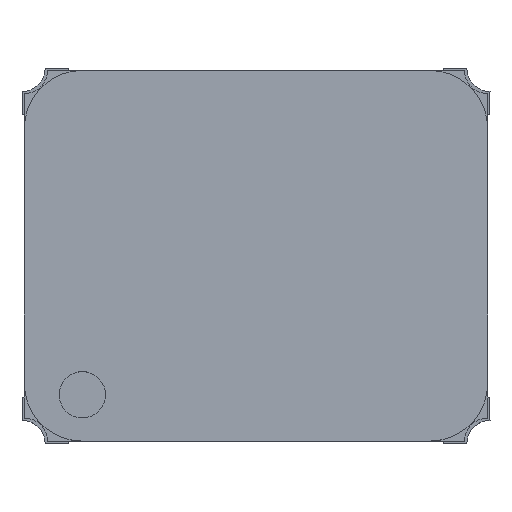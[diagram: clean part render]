
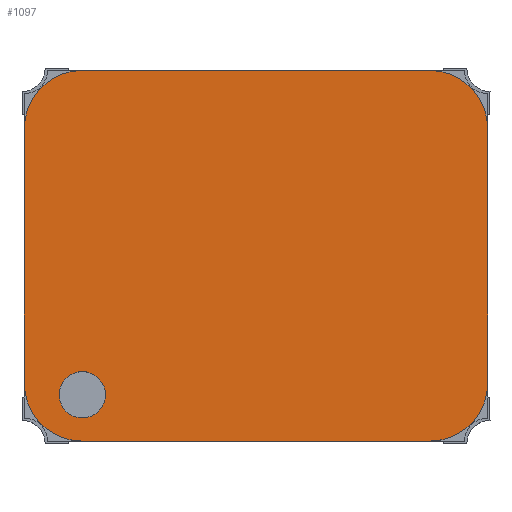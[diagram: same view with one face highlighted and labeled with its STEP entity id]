
A CAD part, top view. The second image highlights one B-rep face of the part: STEP entity #1097.
In plain terms, the highlighted planar face has unit normal (0, 0, 1).
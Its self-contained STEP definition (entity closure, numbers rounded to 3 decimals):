
#38=FACE_BOUND('',#134,.T.);
#41=CIRCLE('',#1170,0.25);
#42=CIRCLE('',#1171,0.25);
#43=CIRCLE('',#1172,0.25);
#44=CIRCLE('',#1173,0.25);
#45=CIRCLE('',#1174,0.1);
#68=FACE_OUTER_BOUND('',#133,.T.);
#133=EDGE_LOOP('',(#732,#733,#734,#735,#736,#737,#738,#739));
#134=EDGE_LOOP('',(#740));
#202=LINE('',#1583,#334);
#204=LINE('',#1589,#336);
#205=LINE('',#1593,#337);
#206=LINE('',#1597,#338);
#334=VECTOR('',#1265,10.);
#336=VECTOR('',#1271,10.);
#337=VECTOR('',#1274,10.);
#338=VECTOR('',#1277,10.);
#466=VERTEX_POINT('',#1580);
#467=VERTEX_POINT('',#1582);
#468=VERTEX_POINT('',#1586);
#469=VERTEX_POINT('',#1588);
#470=VERTEX_POINT('',#1590);
#471=VERTEX_POINT('',#1592);
#472=VERTEX_POINT('',#1594);
#473=VERTEX_POINT('',#1596);
#474=VERTEX_POINT('',#1599);
#572=EDGE_CURVE('',#467,#466,#202,.T.);
#574=EDGE_CURVE('',#466,#468,#41,.T.);
#575=EDGE_CURVE('',#468,#469,#204,.T.);
#576=EDGE_CURVE('',#469,#470,#42,.T.);
#577=EDGE_CURVE('',#470,#471,#205,.T.);
#578=EDGE_CURVE('',#471,#472,#43,.T.);
#579=EDGE_CURVE('',#472,#473,#206,.T.);
#580=EDGE_CURVE('',#473,#467,#44,.T.);
#581=EDGE_CURVE('',#474,#474,#45,.T.);
#732=ORIENTED_EDGE('',*,*,#574,.T.);
#733=ORIENTED_EDGE('',*,*,#575,.T.);
#734=ORIENTED_EDGE('',*,*,#576,.T.);
#735=ORIENTED_EDGE('',*,*,#577,.T.);
#736=ORIENTED_EDGE('',*,*,#578,.T.);
#737=ORIENTED_EDGE('',*,*,#579,.T.);
#738=ORIENTED_EDGE('',*,*,#580,.T.);
#739=ORIENTED_EDGE('',*,*,#572,.T.);
#740=ORIENTED_EDGE('',*,*,#581,.T.);
#1045=PLANE('',#1169);
#1097=ADVANCED_FACE('',(#68,#38),#1045,.T.);
#1169=AXIS2_PLACEMENT_3D('',#1585,#1267,#1268);
#1170=AXIS2_PLACEMENT_3D('',#1587,#1269,#1270);
#1171=AXIS2_PLACEMENT_3D('',#1591,#1272,#1273);
#1172=AXIS2_PLACEMENT_3D('',#1595,#1275,#1276);
#1173=AXIS2_PLACEMENT_3D('',#1598,#1278,#1279);
#1174=AXIS2_PLACEMENT_3D('',#1600,#1280,#1281);
#1265=DIRECTION('',(1.,0.,0.));
#1267=DIRECTION('center_axis',(0.,0.,1.));
#1268=DIRECTION('ref_axis',(1.,0.,0.));
#1269=DIRECTION('center_axis',(0.,0.,1.));
#1270=DIRECTION('ref_axis',(0.,-1.,0.));
#1271=DIRECTION('',(0.,1.,0.));
#1272=DIRECTION('center_axis',(0.,0.,1.));
#1273=DIRECTION('ref_axis',(1.,0.,0.));
#1274=DIRECTION('',(-1.,0.,0.));
#1275=DIRECTION('center_axis',(0.,0.,1.));
#1276=DIRECTION('ref_axis',(0.,1.,0.));
#1277=DIRECTION('',(0.,-1.,0.));
#1278=DIRECTION('center_axis',(0.,0.,1.));
#1279=DIRECTION('ref_axis',(-1.,0.,0.));
#1280=DIRECTION('center_axis',(0.,0.,-1.));
#1281=DIRECTION('ref_axis',(-1.,0.,0.));
#1580=CARTESIAN_POINT('',(0.75,-0.8,0.65));
#1582=CARTESIAN_POINT('',(-0.75,-0.8,0.65));
#1583=CARTESIAN_POINT('',(-1.,-0.8,0.65));
#1585=CARTESIAN_POINT('Origin',(0.,0.,0.65));
#1586=CARTESIAN_POINT('',(1.,-0.55,0.65));
#1587=CARTESIAN_POINT('Origin',(0.75,-0.55,0.65));
#1588=CARTESIAN_POINT('',(1.,0.55,0.65));
#1589=CARTESIAN_POINT('',(1.,-0.8,0.65));
#1590=CARTESIAN_POINT('',(0.75,0.8,0.65));
#1591=CARTESIAN_POINT('Origin',(0.75,0.55,0.65));
#1592=CARTESIAN_POINT('',(-0.75,0.8,0.65));
#1593=CARTESIAN_POINT('',(1.,0.8,0.65));
#1594=CARTESIAN_POINT('',(-1.,0.55,0.65));
#1595=CARTESIAN_POINT('Origin',(-0.75,0.55,0.65));
#1596=CARTESIAN_POINT('',(-1.,-0.55,0.65));
#1597=CARTESIAN_POINT('',(-1.,0.8,0.65));
#1598=CARTESIAN_POINT('Origin',(-0.75,-0.55,0.65));
#1599=CARTESIAN_POINT('',(-0.65,-0.6,0.65));
#1600=CARTESIAN_POINT('Origin',(-0.75,-0.6,0.65));
